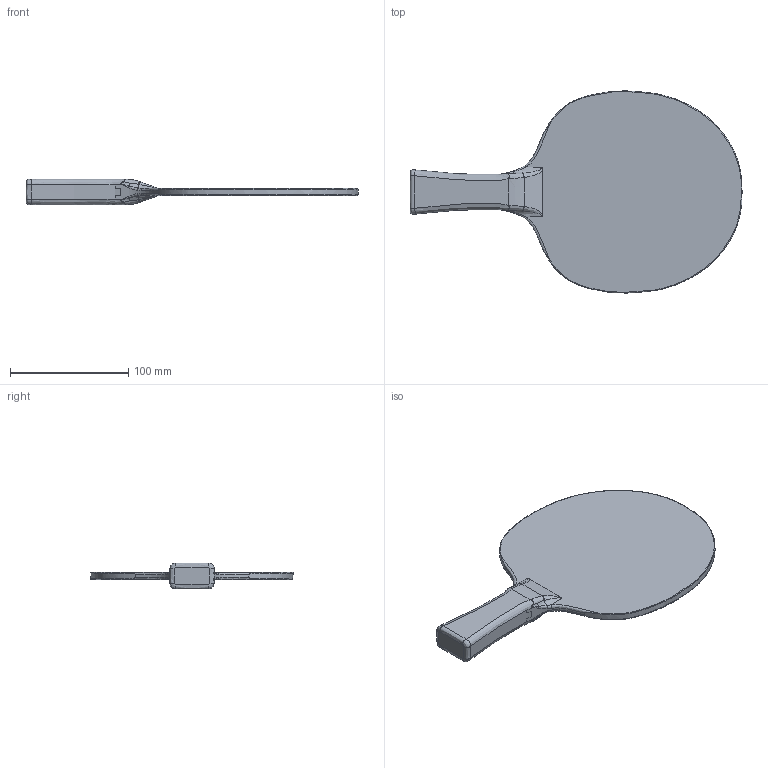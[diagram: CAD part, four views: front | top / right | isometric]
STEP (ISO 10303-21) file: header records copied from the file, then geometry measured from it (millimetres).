
FILE_DESCRIPTION(/* description */ (''),/* implementation_level */ '2;1');
FILE_NAME(/* name */ 'ping pong blade v6.step',/* time_stamp */ '2024-07-06T22:50:00-04:00',/* author */ (''),/* organization */ (''),/* preprocessor_version */ 'ST-DEVELOPER v20',/* originating_system */ 'Autodesk Translation Framework v13.14.0.145',/* authorisation */ '');
FILE_SCHEMA (('AUTOMOTIVE_DESIGN { 1 0 10303 214 3 1 1 }'));
Length unit declared in the file: millimetre
Products named in the file (1): ping pong blade
Bounding box: 281.01 x 171.04 x 22 mm (x, y, z)
Volume: 221913.7 mm3; surface area: 63884.8 mm2
Topology: 1 solids, 1 shells, 93 faces, 242 edges, 147 vertices
Faces by surface type: bspline 84, plane 9
Entity records: 12381 total; most frequent: CARTESIAN_POINT 10763, ORIENTED_EDGE 476, EDGE_CURVE 238, B_SPLINE_CURVE_WITH_KNOTS 209, VERTEX_POINT 147, FACE_OUTER_BOUND 93, EDGE_LOOP 93, ADVANCED_FACE 93
